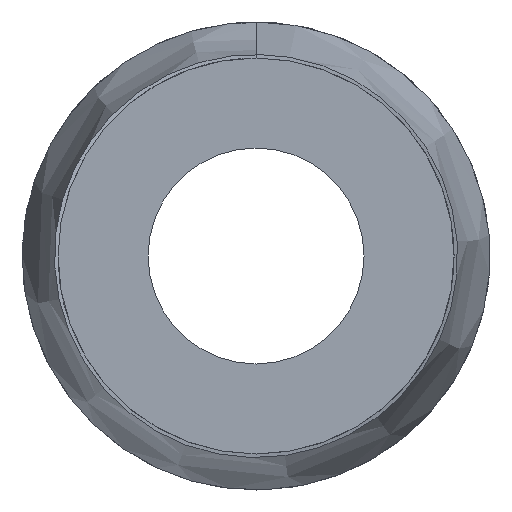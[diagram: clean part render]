
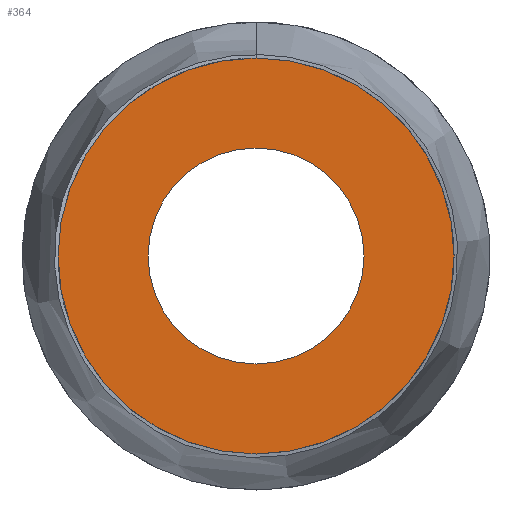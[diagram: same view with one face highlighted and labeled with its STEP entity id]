
A CAD part, left-side view. The second image highlights one B-rep face of the part: STEP entity #364.
In plain terms, the highlighted planar face has unit normal (-1, 0, 0).
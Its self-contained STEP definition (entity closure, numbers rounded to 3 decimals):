
#17=PLANE('',#400);
#27=CIRCLE('',#390,5.5);
#28=CIRCLE('',#392,5.5);
#30=CIRCLE('',#401,3.);
#44=FACE_OUTER_BOUND('',#70,.T.);
#55=FACE_BOUND('',#71,.T.);
#70=EDGE_LOOP('',(#299,#300));
#71=EDGE_LOOP('',(#301));
#162=VERTEX_POINT('',#624);
#163=VERTEX_POINT('',#626);
#178=VERTEX_POINT('',#1550);
#197=EDGE_CURVE('',#163,#162,#27,.T.);
#200=EDGE_CURVE('',#162,#163,#28,.T.);
#222=EDGE_CURVE('',#178,#178,#30,.T.);
#299=ORIENTED_EDGE('',*,*,#197,.F.);
#300=ORIENTED_EDGE('',*,*,#200,.F.);
#301=ORIENTED_EDGE('',*,*,#222,.F.);
#364=ADVANCED_FACE('',(#44,#55),#17,.F.);
#390=AXIS2_PLACEMENT_3D('',#640,#424,#425);
#392=AXIS2_PLACEMENT_3D('',#661,#429,#430);
#400=AXIS2_PLACEMENT_3D('',#1549,#455,#456);
#401=AXIS2_PLACEMENT_3D('',#1551,#457,#458);
#424=DIRECTION('center_axis',(1.,0.,0.));
#425=DIRECTION('ref_axis',(0.,-1.,0.));
#429=DIRECTION('center_axis',(1.,0.,0.));
#430=DIRECTION('ref_axis',(0.,-1.,0.));
#455=DIRECTION('center_axis',(1.,0.,0.));
#456=DIRECTION('ref_axis',(0.,0.,-1.));
#457=DIRECTION('center_axis',(-1.,0.,0.));
#458=DIRECTION('ref_axis',(0.,-1.,0.));
#624=CARTESIAN_POINT('',(-36.,5.5,0.));
#626=CARTESIAN_POINT('',(-36.,0.,5.5));
#640=CARTESIAN_POINT('Origin',(-36.,0.,0.));
#661=CARTESIAN_POINT('Origin',(-36.,0.,0.));
#1549=CARTESIAN_POINT('Origin',(-36.,0.,0.));
#1550=CARTESIAN_POINT('',(-36.,3.,0.));
#1551=CARTESIAN_POINT('Origin',(-36.,0.,0.));
